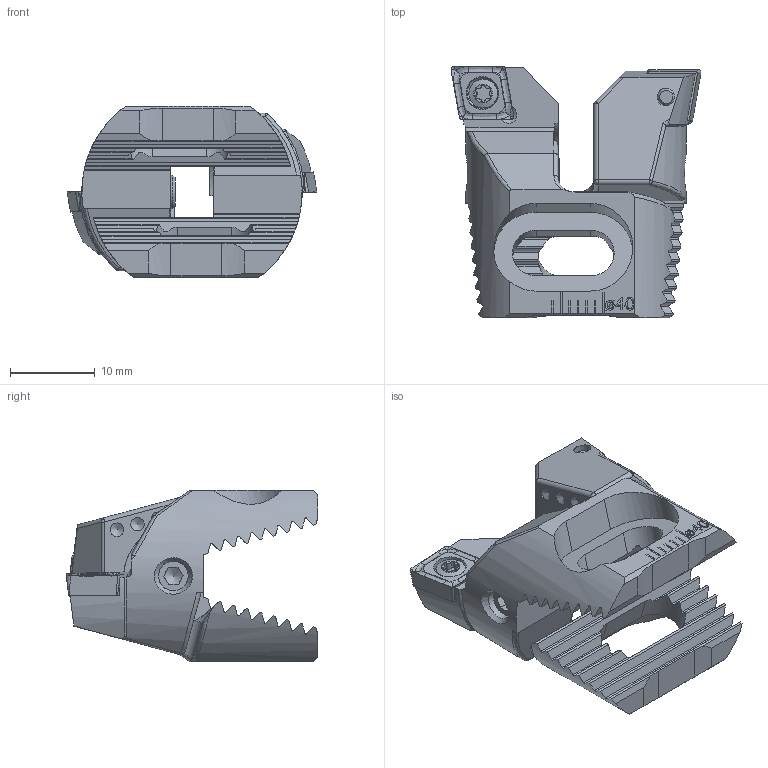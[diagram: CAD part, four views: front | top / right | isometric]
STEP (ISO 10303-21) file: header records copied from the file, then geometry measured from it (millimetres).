
FILE_DESCRIPTION (( 'STEP AP214' ), '1' );
FILE_NAME ('Z25.WCA.B13.016.STEP', '2020-08-14T11:50:10', ( '' ), ( '' ), 'SwSTEP 2.0', 'SolidWorks 2017', '' );
FILE_SCHEMA (( 'AUTOMOTIVE_DESIGN' ));
Length unit declared in the file: millimetre
Products named in the file (7): Z25-ER3.001.010_A; WCA-ER2.001.006_B; ZC2-xxx.001.016_A_versetzt; WCA-ER2.001.006_A; ZC2-xxx.001.016_A; Z25.WCA.B13.016; CCMT060204
Assembly tree (9 placements, depth 2):
  Z25.WCA.B13.016
    ZC2-xxx.001.016_A
    WCA-ER2.001.006_A
    ZC2-xxx.001.016_A_versetzt
    Z25-ER3.001.010_A  x2
    CCMT060204  x2
    WCA-ER2.001.006_B  x2
Bounding box: 29.5 x 29.7 x 20.2 mm (x, y, z)
Volume: 5269.6 mm3; surface area: 4867.8 mm2
Topology: 9 solids, 9 shells, 600 faces, 1579 edges, 1011 vertices
Faces by surface type: plane 313, cylinder 126, bspline 92, cone 51, sphere 11, torus 7
Full cylindrical faces by diameter (mm): 1.6 x4, 2 x2, 2.05 x2, 2.5 x3, 2.8 x2, 3.4 x3, 3.5 x2, 3.85 x2, 4 x2
Entity records: 21079 total; most frequent: CARTESIAN_POINT 8024, ORIENTED_EDGE 2690, DIRECTION 1926, EDGE_CURVE 1345, VERTEX_POINT 889, VECTOR 708, LINE 708, AXIS2_PLACEMENT_3D 609
